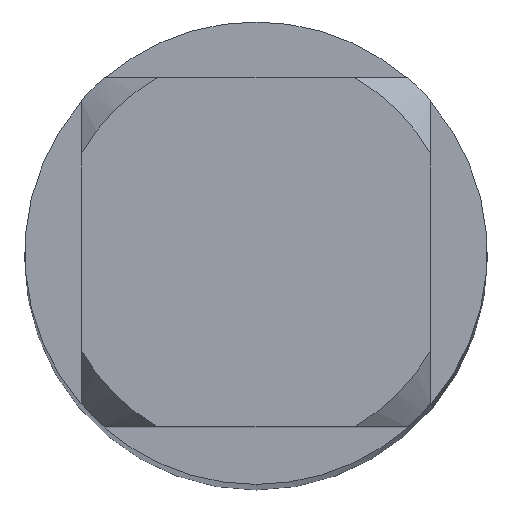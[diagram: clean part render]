
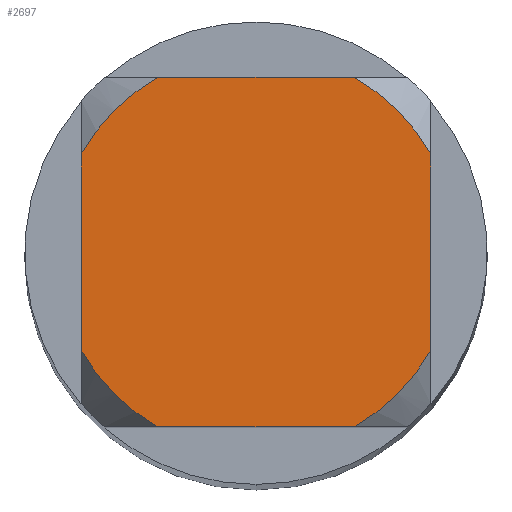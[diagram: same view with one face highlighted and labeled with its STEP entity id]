
A CAD part, top view. The second image highlights one B-rep face of the part: STEP entity #2697.
In plain terms, the highlighted planar face has unit normal (0, 0, 1).
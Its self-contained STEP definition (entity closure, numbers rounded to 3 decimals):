
#1341=EDGE_CURVE('',#3177,#3815,#3900,.T.);
#1739=EDGE_CURVE('',#3683,#2521,#4340,.T.);
#1913=VERTEX_POINT('',#4524);
#1927=VERTEX_POINT('',#4539);
#2007=EDGE_CURVE('',#2779,#2521,#4629,.T.);
#2171=VERTEX_POINT('',#4804);
#2521=VERTEX_POINT('',#5177);
#2697=ADVANCED_FACE('',(#5370),#5371,.T.);
#2769=EDGE_CURVE('',#1927,#2171,#5449,.T.);
#2779=VERTEX_POINT('',#5459);
#2895=EDGE_CURVE('',#2779,#1913,#5580,.T.);
#3177=VERTEX_POINT('',#5893);
#3199=EDGE_CURVE('',#3683,#3815,#5916,.T.);
#3681=EDGE_CURVE('',#1927,#1913,#6447,.T.);
#3683=VERTEX_POINT('',#6449);
#3803=EDGE_CURVE('',#3177,#2171,#6582,.T.);
#3815=VERTEX_POINT('',#6595);
#3900=LINE('',#6742,#6743);
#4340=LINE('',#7784,#7785);
#4524=CARTESIAN_POINT('',(-0.955,1.7,0.0));
#4539=CARTESIAN_POINT('',(-1.7,0.955,0.0));
#4629=CIRCLE('',#8932,1.95);
#4804=CARTESIAN_POINT('',(-1.7,-0.955,0.0));
#5177=CARTESIAN_POINT('',(1.7,0.955,0.0));
#5370=FACE_OUTER_BOUND('',#11064,.T.);
#5371=PLANE('',#11065);
#5449=LINE('',#11241,#11242);
#5459=CARTESIAN_POINT('',(0.955,1.7,0.0));
#5580=LINE('',#11554,#11555);
#5893=CARTESIAN_POINT('',(-0.955,-1.7,0.0));
#5916=CIRCLE('',#12336,1.95);
#6447=CIRCLE('',#13606,1.95);
#6449=CARTESIAN_POINT('',(1.7,-0.955,0.0));
#6582=CIRCLE('',#13934,1.95);
#6595=CARTESIAN_POINT('',(0.955,-1.7,0.0));
#6742=CARTESIAN_POINT('',(0.0,-1.7,0.0));
#6743=VECTOR('',#14040,1.0);
#7784=CARTESIAN_POINT('',(1.7,0.488,0.0));
#7785=VECTOR('',#14625,1.0);
#8932=AXIS2_PLACEMENT_3D('',#14959,#14960,#14961);
#11064=EDGE_LOOP('',(#15697,#15698,#15699,#15700,#15701,#15702,#15703,#15704));
#11065=AXIS2_PLACEMENT_3D('',#15705,#15706,#15707);
#11241=CARTESIAN_POINT('',(-1.7,0.488,0.0));
#11242=VECTOR('',#15791,1.0);
#11554=CARTESIAN_POINT('',(0.0,1.7,0.0));
#11555=VECTOR('',#15867,1.0);
#12336=AXIS2_PLACEMENT_3D('',#16246,#16247,#16248);
#13606=AXIS2_PLACEMENT_3D('',#16833,#16834,#16835);
#13934=AXIS2_PLACEMENT_3D('',#16985,#16986,#16987);
#14040=DIRECTION('',(1.0,0.0,0.0));
#14625=DIRECTION('',(-0.0,1.0,0.0));
#14959=CARTESIAN_POINT('',(0.0,0.0,0.0));
#14960=DIRECTION('',(0.0,0.0,-1.0));
#14961=DIRECTION('',(0.0,1.0,0.0));
#15697=ORIENTED_EDGE('',*,*,#2769,.T.);
#15698=ORIENTED_EDGE('',*,*,#3803,.F.);
#15699=ORIENTED_EDGE('',*,*,#1341,.T.);
#15700=ORIENTED_EDGE('',*,*,#3199,.F.);
#15701=ORIENTED_EDGE('',*,*,#1739,.T.);
#15702=ORIENTED_EDGE('',*,*,#2007,.F.);
#15703=ORIENTED_EDGE('',*,*,#2895,.T.);
#15704=ORIENTED_EDGE('',*,*,#3681,.F.);
#15705=CARTESIAN_POINT('',(0.0,0.975,0.0));
#15706=DIRECTION('',(-0.0,0.0,1.0));
#15707=DIRECTION('',(0.0,-1.0,0.0));
#15791=DIRECTION('',(-0.0,-1.0,0.0));
#15867=DIRECTION('',(-1.0,0.0,0.0));
#16246=CARTESIAN_POINT('',(0.0,0.0,0.0));
#16247=DIRECTION('',(0.0,0.0,-1.0));
#16248=DIRECTION('',(0.0,1.0,0.0));
#16833=CARTESIAN_POINT('',(0.0,0.0,0.0));
#16834=DIRECTION('',(0.0,0.0,-1.0));
#16835=DIRECTION('',(0.0,1.0,0.0));
#16985=CARTESIAN_POINT('',(0.0,0.0,0.0));
#16986=DIRECTION('',(0.0,0.0,-1.0));
#16987=DIRECTION('',(0.0,1.0,0.0));
